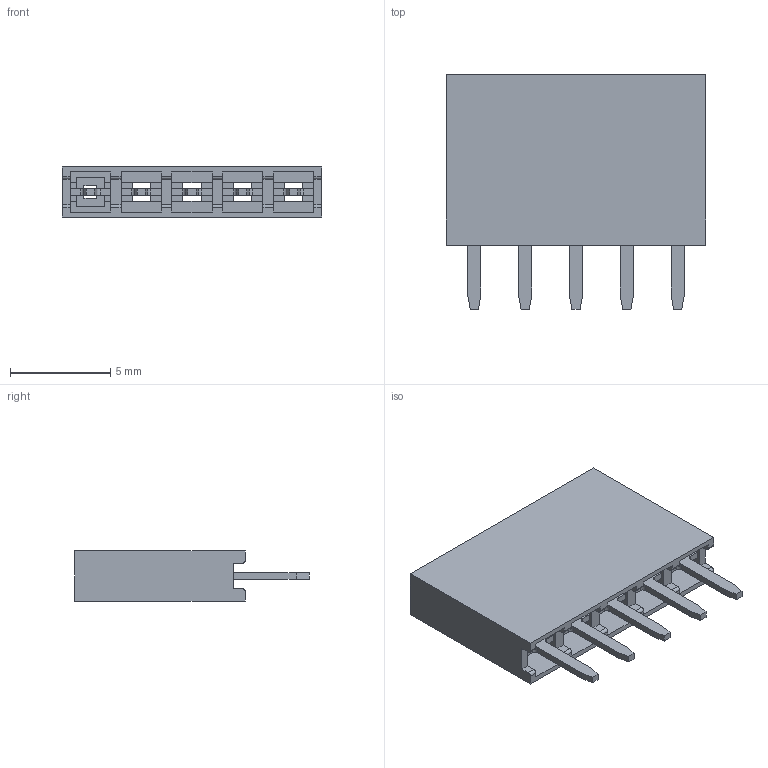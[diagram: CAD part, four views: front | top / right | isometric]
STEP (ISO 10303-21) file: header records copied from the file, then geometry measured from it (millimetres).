
FILE_DESCRIPTION(('FreeCAD Model'),'2;1');
FILE_NAME('Pin_Header_Straight_Female_1x05.step','2018-03-27T14:33:18',('kicad StepUp'),('ksu MCAD'), 'Open CASCADE STEP processor 6.8','FreeCAD','Unknown');
FILE_SCHEMA(('AUTOMOTIVE_DESIGN_CC2 { 1 2 10303 214 -1 1 5 4 }'));
Length unit declared in the file: millimetre
Products named in the file (1): Pin_Header_Straight_Female_1x05
Bounding box: 12.95 x 11.7 x 2.5 mm (x, y, z)
Volume: 121.5 mm3; surface area: 695.9 mm2
Topology: 1 solids, 1 shells, 191 faces, 576 edges, 384 vertices
Faces by surface type: plane 169, cylinder 22
Entity records: 7765 total; most frequent: CARTESIAN_POINT 1152, ORIENTED_EDGE 1152, DIRECTION 1004, EDGE_CURVE 576, LINE 532, VECTOR 532, VERTEX_POINT 384, AXIS2_PLACEMENT_3D 236
